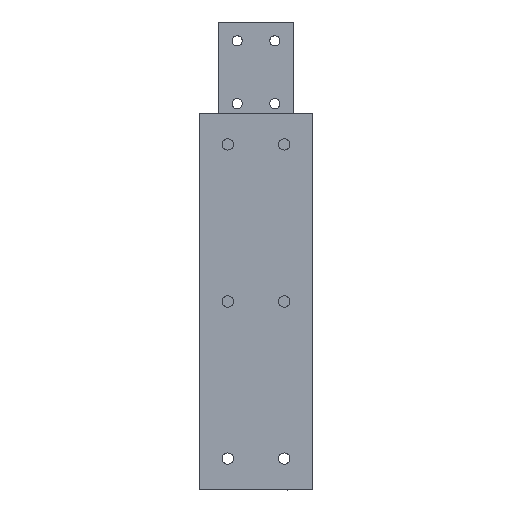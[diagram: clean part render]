
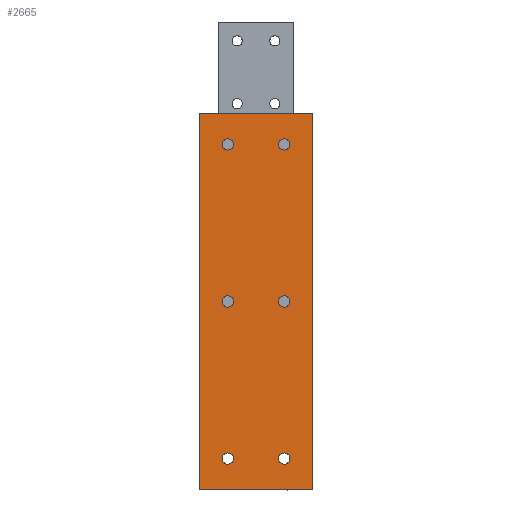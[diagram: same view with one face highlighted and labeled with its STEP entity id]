
A CAD part, left-side view. The second image highlights one B-rep face of the part: STEP entity #2665.
In plain terms, the highlighted planar face has unit normal (-1, 0, 0).
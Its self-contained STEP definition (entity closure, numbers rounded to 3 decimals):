
#1 = LINE ( 'NONE', #1772, #794 ) ;
#6 = AXIS2_PLACEMENT_3D ( 'NONE', #1432, #1668, #294 ) ;
#71 = DIRECTION ( 'NONE',  ( 0., 0., -1. ) ) ;
#73 = DIRECTION ( 'NONE',  ( 0., 0., -1. ) ) ;
#83 = CARTESIAN_POINT ( 'NONE',  ( 0., 67.5, 125. ) ) ;
#90 = DIRECTION ( 'NONE',  ( 1., 0., 0. ) ) ;
#97 = DIRECTION ( 'NONE',  ( 1., 0., 0. ) ) ;
#116 = EDGE_CURVE ( 'NONE', #2499, #2638, #1495, .T. ) ;
#118 = VERTEX_POINT ( 'NONE', #1552 ) ;
#190 = CIRCLE ( 'NONE', #6, 4.5 ) ;
#228 = CARTESIAN_POINT ( 'NONE',  ( 0., 22.5, 0. ) ) ;
#280 = FACE_BOUND ( 'NONE', #2813, .T. ) ;
#282 = ORIENTED_EDGE ( 'NONE', *, *, #2496, .T. ) ;
#286 = CIRCLE ( 'NONE', #2421, 4.5 ) ;
#293 = CIRCLE ( 'NONE', #1415, 4.5 ) ;
#294 = DIRECTION ( 'NONE',  ( 0., 0., -1. ) ) ;
#295 = AXIS2_PLACEMENT_3D ( 'NONE', #1606, #926, #73 ) ;
#311 = CARTESIAN_POINT ( 'NONE',  ( 0., 67.5, -4.5 ) ) ;
#331 = ORIENTED_EDGE ( 'NONE', *, *, #820, .T. ) ;
#356 = DIRECTION ( 'NONE',  ( 0., 0., -1. ) ) ;
#368 = CARTESIAN_POINT ( 'NONE',  ( 0., 67.5, 129.5 ) ) ;
#386 = ORIENTED_EDGE ( 'NONE', *, *, #1554, .T. ) ;
#400 = CARTESIAN_POINT ( 'NONE',  ( 0., 22.5, 4.5 ) ) ;
#442 = CARTESIAN_POINT ( 'NONE',  ( 0., 0., 150. ) ) ;
#456 = CARTESIAN_POINT ( 'NONE',  ( 0., 22.5, 120.5 ) ) ;
#462 = DIRECTION ( 'NONE',  ( 1., 0., 0. ) ) ;
#482 = DIRECTION ( 'NONE',  ( 1., 0., 0. ) ) ;
#489 = CARTESIAN_POINT ( 'NONE',  ( 0., 22.5, 125. ) ) ;
#496 = ORIENTED_EDGE ( 'NONE', *, *, #1650, .T. ) ;
#511 = CARTESIAN_POINT ( 'NONE',  ( 0., 67.5, 120.5 ) ) ;
#515 = ORIENTED_EDGE ( 'NONE', *, *, #2155, .T. ) ;
#531 = AXIS2_PLACEMENT_3D ( 'NONE', #1781, #482, #2006 ) ;
#553 = CARTESIAN_POINT ( 'NONE',  ( 0., 67.5, -120.5 ) ) ;
#562 = EDGE_LOOP ( 'NONE', ( #331, #1795, #1946, #282 ) ) ;
#580 = CARTESIAN_POINT ( 'NONE',  ( 0., 67.5, -125. ) ) ;
#679 = CARTESIAN_POINT ( 'NONE',  ( 0., 67.5, -125. ) ) ;
#680 = CARTESIAN_POINT ( 'NONE',  ( 0., 90., -150. ) ) ;
#705 = VECTOR ( 'NONE', #1555, 1000. ) ;
#786 = FACE_BOUND ( 'NONE', #2275, .T. ) ;
#794 = VECTOR ( 'NONE', #2030, 1000. ) ;
#801 = AXIS2_PLACEMENT_3D ( 'NONE', #679, #462, #2240 ) ;
#816 = VERTEX_POINT ( 'NONE', #1464 ) ;
#820 = EDGE_CURVE ( 'NONE', #1625, #1817, #1502, .T. ) ;
#838 = DIRECTION ( 'NONE',  ( 0., -1., 0. ) ) ;
#878 = CARTESIAN_POINT ( 'NONE',  ( 0., 0., 150. ) ) ;
#902 = DIRECTION ( 'NONE',  ( 1., 0., 0. ) ) ;
#922 = EDGE_CURVE ( 'NONE', #816, #118, #2658, .T. ) ;
#925 = ORIENTED_EDGE ( 'NONE', *, *, #2107, .T. ) ;
#926 = DIRECTION ( 'NONE',  ( 1., 0., 0. ) ) ;
#936 = AXIS2_PLACEMENT_3D ( 'NONE', #228, #1111, #2201 ) ;
#969 = DIRECTION ( 'NONE',  ( 1., 0., 0. ) ) ;
#977 = PLANE ( 'NONE',  #2610 ) ;
#1000 = EDGE_CURVE ( 'NONE', #1695, #2697, #1097, .T. ) ;
#1014 = EDGE_CURVE ( 'NONE', #1747, #1903, #2383, .T. ) ;
#1048 = EDGE_CURVE ( 'NONE', #1724, #2408, #1504, .T. ) ;
#1097 = LINE ( 'NONE', #878, #2057 ) ;
#1106 = EDGE_LOOP ( 'NONE', ( #925, #1290 ) ) ;
#1111 = DIRECTION ( 'NONE',  ( 1., 0., 0. ) ) ;
#1113 = CARTESIAN_POINT ( 'NONE',  ( 0., 0., -150. ) ) ;
#1123 = AXIS2_PLACEMENT_3D ( 'NONE', #2493, #1796, #71 ) ;
#1137 = VERTEX_POINT ( 'NONE', #511 ) ;
#1151 = ORIENTED_EDGE ( 'NONE', *, *, #1467, .T. ) ;
#1171 = FACE_BOUND ( 'NONE', #1106, .T. ) ;
#1200 = CARTESIAN_POINT ( 'NONE',  ( 0., 67.5, 0. ) ) ;
#1282 = ORIENTED_EDGE ( 'NONE', *, *, #1048, .T. ) ;
#1290 = ORIENTED_EDGE ( 'NONE', *, *, #2788, .T. ) ;
#1292 = CARTESIAN_POINT ( 'NONE',  ( 0., 0., 150. ) ) ;
#1318 = DIRECTION ( 'NONE',  ( 0., 0., -1. ) ) ;
#1365 = EDGE_LOOP ( 'NONE', ( #2863, #1960 ) ) ;
#1400 = ORIENTED_EDGE ( 'NONE', *, *, #922, .T. ) ;
#1415 = AXIS2_PLACEMENT_3D ( 'NONE', #2561, #1430, #2743 ) ;
#1430 = DIRECTION ( 'NONE',  ( 1., 0., 0. ) ) ;
#1432 = CARTESIAN_POINT ( 'NONE',  ( 0., 67.5, 0. ) ) ;
#1464 = CARTESIAN_POINT ( 'NONE',  ( 0., 22.5, -120.5 ) ) ;
#1467 = EDGE_CURVE ( 'NONE', #1906, #1865, #286, .T. ) ;
#1495 = CIRCLE ( 'NONE', #1730, 4.5 ) ;
#1502 = LINE ( 'NONE', #1699, #1546 ) ;
#1504 = CIRCLE ( 'NONE', #295, 4.5 ) ;
#1546 = VECTOR ( 'NONE', #838, 1000. ) ;
#1552 = CARTESIAN_POINT ( 'NONE',  ( 0., 22.5, -129.5 ) ) ;
#1554 = EDGE_CURVE ( 'NONE', #2408, #1724, #2290, .T. ) ;
#1555 = DIRECTION ( 'NONE',  ( 0., 0., -1. ) ) ;
#1602 = AXIS2_PLACEMENT_3D ( 'NONE', #580, #1936, #356 ) ;
#1606 = CARTESIAN_POINT ( 'NONE',  ( 0., 22.5, 0. ) ) ;
#1625 = VERTEX_POINT ( 'NONE', #680 ) ;
#1650 = EDGE_CURVE ( 'NONE', #1865, #1906, #190, .T. ) ;
#1652 = DIRECTION ( 'NONE',  ( 0., 0., -1. ) ) ;
#1668 = DIRECTION ( 'NONE',  ( 1., 0., 0. ) ) ;
#1695 = VERTEX_POINT ( 'NONE', #2273 ) ;
#1699 = CARTESIAN_POINT ( 'NONE',  ( 0., 0., -150. ) ) ;
#1724 = VERTEX_POINT ( 'NONE', #400 ) ;
#1730 = AXIS2_PLACEMENT_3D ( 'NONE', #489, #2231, #1792 ) ;
#1747 = VERTEX_POINT ( 'NONE', #553 ) ;
#1772 = CARTESIAN_POINT ( 'NONE',  ( 0., 90., 150. ) ) ;
#1781 = CARTESIAN_POINT ( 'NONE',  ( 0., 22.5, -125. ) ) ;
#1791 = ORIENTED_EDGE ( 'NONE', *, *, #116, .T. ) ;
#1792 = DIRECTION ( 'NONE',  ( 0., 0., -1. ) ) ;
#1795 = ORIENTED_EDGE ( 'NONE', *, *, #2458, .F. ) ;
#1796 = DIRECTION ( 'NONE',  ( 1., 0., 0. ) ) ;
#1817 = VERTEX_POINT ( 'NONE', #1113 ) ;
#1830 = AXIS2_PLACEMENT_3D ( 'NONE', #83, #969, #1652 ) ;
#1847 = CARTESIAN_POINT ( 'NONE',  ( 0., 0., 150. ) ) ;
#1865 = VERTEX_POINT ( 'NONE', #311 ) ;
#1870 = DIRECTION ( 'NONE',  ( 0., 0., -1. ) ) ;
#1882 = ORIENTED_EDGE ( 'NONE', *, *, #1945, .T. ) ;
#1883 = CIRCLE ( 'NONE', #1830, 4.5 ) ;
#1903 = VERTEX_POINT ( 'NONE', #2469 ) ;
#1906 = VERTEX_POINT ( 'NONE', #2031 ) ;
#1936 = DIRECTION ( 'NONE',  ( 1., 0., 0. ) ) ;
#1942 = EDGE_LOOP ( 'NONE', ( #496, #1151 ) ) ;
#1945 = EDGE_CURVE ( 'NONE', #118, #816, #2244, .T. ) ;
#1946 = ORIENTED_EDGE ( 'NONE', *, *, #1000, .F. ) ;
#1960 = ORIENTED_EDGE ( 'NONE', *, *, #1014, .T. ) ;
#2006 = DIRECTION ( 'NONE',  ( 0., 0., -1. ) ) ;
#2013 = AXIS2_PLACEMENT_3D ( 'NONE', #2026, #902, #1318 ) ;
#2026 = CARTESIAN_POINT ( 'NONE',  ( 0., 67.5, 125. ) ) ;
#2030 = DIRECTION ( 'NONE',  ( 0., 0., -1. ) ) ;
#2031 = CARTESIAN_POINT ( 'NONE',  ( 0., 67.5, 4.5 ) ) ;
#2057 = VECTOR ( 'NONE', #2660, 1000. ) ;
#2061 = FACE_OUTER_BOUND ( 'NONE', #562, .T. ) ;
#2087 = FACE_BOUND ( 'NONE', #1365, .T. ) ;
#2107 = EDGE_CURVE ( 'NONE', #1137, #2769, #1883, .T. ) ;
#2155 = EDGE_CURVE ( 'NONE', #2638, #2499, #293, .T. ) ;
#2174 = EDGE_LOOP ( 'NONE', ( #386, #1282 ) ) ;
#2201 = DIRECTION ( 'NONE',  ( 0., 0., -1. ) ) ;
#2231 = DIRECTION ( 'NONE',  ( 1., 0., 0. ) ) ;
#2240 = DIRECTION ( 'NONE',  ( 0., 0., -1. ) ) ;
#2244 = CIRCLE ( 'NONE', #1123, 4.5 ) ;
#2253 = CARTESIAN_POINT ( 'NONE',  ( 0., 22.5, -4.5 ) ) ;
#2273 = CARTESIAN_POINT ( 'NONE',  ( 0., 90., 150. ) ) ;
#2275 = EDGE_LOOP ( 'NONE', ( #1791, #515 ) ) ;
#2278 = FACE_BOUND ( 'NONE', #2174, .T. ) ;
#2290 = CIRCLE ( 'NONE', #936, 4.5 ) ;
#2294 = CARTESIAN_POINT ( 'NONE',  ( 0., 22.5, 129.5 ) ) ;
#2383 = CIRCLE ( 'NONE', #801, 4.5 ) ;
#2408 = VERTEX_POINT ( 'NONE', #2253 ) ;
#2421 = AXIS2_PLACEMENT_3D ( 'NONE', #1200, #90, #1870 ) ;
#2436 = CIRCLE ( 'NONE', #2013, 4.5 ) ;
#2458 = EDGE_CURVE ( 'NONE', #2697, #1817, #2682, .T. ) ;
#2469 = CARTESIAN_POINT ( 'NONE',  ( 0., 67.5, -129.5 ) ) ;
#2493 = CARTESIAN_POINT ( 'NONE',  ( 0., 22.5, -125. ) ) ;
#2496 = EDGE_CURVE ( 'NONE', #1695, #1625, #1, .T. ) ;
#2499 = VERTEX_POINT ( 'NONE', #456 ) ;
#2561 = CARTESIAN_POINT ( 'NONE',  ( 0., 22.5, 125. ) ) ;
#2610 = AXIS2_PLACEMENT_3D ( 'NONE', #1847, #97, #2729 ) ;
#2638 = VERTEX_POINT ( 'NONE', #2294 ) ;
#2658 = CIRCLE ( 'NONE', #531, 4.5 ) ;
#2660 = DIRECTION ( 'NONE',  ( 0., -1., 0. ) ) ;
#2665 = ADVANCED_FACE ( 'NONE', ( #2087, #2278, #2782, #786, #280, #1171, #2061 ), #977, .F. ) ;
#2682 = LINE ( 'NONE', #442, #705 ) ;
#2697 = VERTEX_POINT ( 'NONE', #1292 ) ;
#2729 = DIRECTION ( 'NONE',  ( 0., 0., -1. ) ) ;
#2743 = DIRECTION ( 'NONE',  ( 0., 0., -1. ) ) ;
#2769 = VERTEX_POINT ( 'NONE', #368 ) ;
#2775 = EDGE_CURVE ( 'NONE', #1903, #1747, #2831, .T. ) ;
#2782 = FACE_BOUND ( 'NONE', #1942, .T. ) ;
#2788 = EDGE_CURVE ( 'NONE', #2769, #1137, #2436, .T. ) ;
#2813 = EDGE_LOOP ( 'NONE', ( #1882, #1400 ) ) ;
#2831 = CIRCLE ( 'NONE', #1602, 4.5 ) ;
#2863 = ORIENTED_EDGE ( 'NONE', *, *, #2775, .T. ) ;
